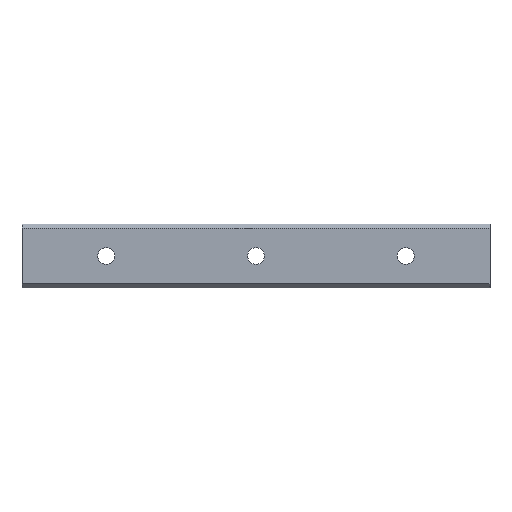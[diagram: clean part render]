
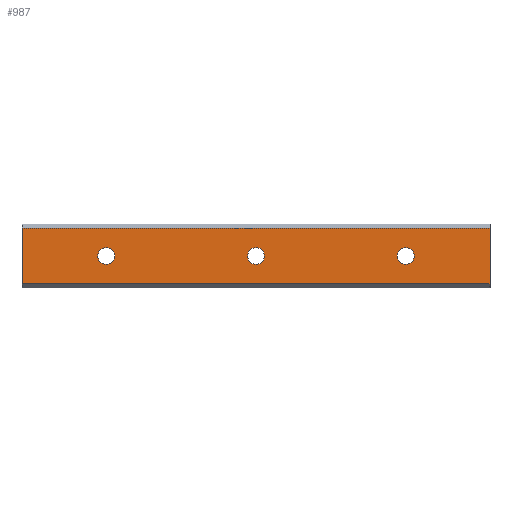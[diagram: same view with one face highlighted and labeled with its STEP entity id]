
A CAD part, front view. The second image highlights one B-rep face of the part: STEP entity #987.
In plain terms, the highlighted planar face has unit normal (0, -1, 0).
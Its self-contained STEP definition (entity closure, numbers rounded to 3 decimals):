
#4 = DIRECTION ( 'NONE',  ( 0., 0., 1. ) ) ;
#7 = AXIS2_PLACEMENT_3D ( 'NONE', #996, #111, #4 ) ;
#61 = CARTESIAN_POINT ( 'NONE',  ( 0., 0., 0. ) ) ;
#69 = EDGE_LOOP ( 'NONE', ( #1271, #746 ) ) ;
#102 = CARTESIAN_POINT ( 'NONE',  ( 205., 0., 14.95 ) ) ;
#105 = AXIS2_PLACEMENT_3D ( 'NONE', #204, #1253, #741 ) ;
#111 = DIRECTION ( 'NONE',  ( 0., -1., 0. ) ) ;
#116 = VERTEX_POINT ( 'NONE', #164 ) ;
#120 = CARTESIAN_POINT ( 'NONE',  ( 80., 0., 4.5 ) ) ;
#147 = LINE ( 'NONE', #1082, #1155 ) ;
#152 = DIRECTION ( 'NONE',  ( 0., -1., 0. ) ) ;
#164 = CARTESIAN_POINT ( 'NONE',  ( 0., 0., -4.5 ) ) ;
#166 = AXIS2_PLACEMENT_3D ( 'NONE', #1231, #152, #568 ) ;
#168 = DIRECTION ( 'NONE',  ( 0., 0., 1. ) ) ;
#175 = CARTESIAN_POINT ( 'NONE',  ( 160., 0., 0. ) ) ;
#188 = CIRCLE ( 'NONE', #166, 4.5 ) ;
#204 = CARTESIAN_POINT ( 'NONE',  ( 80., 0., 0. ) ) ;
#226 = ORIENTED_EDGE ( 'NONE', *, *, #702, .F. ) ;
#275 = ORIENTED_EDGE ( 'NONE', *, *, #1164, .F. ) ;
#326 = DIRECTION ( 'NONE',  ( 0., 0., 1. ) ) ;
#330 = ORIENTED_EDGE ( 'NONE', *, *, #1004, .F. ) ;
#370 = VERTEX_POINT ( 'NONE', #1181 ) ;
#422 = CARTESIAN_POINT ( 'NONE',  ( 80., 0., -4.5 ) ) ;
#429 = CARTESIAN_POINT ( 'NONE',  ( 0., 0., 0. ) ) ;
#430 = LINE ( 'NONE', #535, #1352 ) ;
#457 = CARTESIAN_POINT ( 'NONE',  ( 160., 0., 4.5 ) ) ;
#465 = DIRECTION ( 'NONE',  ( -1., 0., 0. ) ) ;
#475 = AXIS2_PLACEMENT_3D ( 'NONE', #429, #1185, #964 ) ;
#517 = PLANE ( 'NONE',  #908 ) ;
#522 = CARTESIAN_POINT ( 'NONE',  ( 205., 0., 14.95 ) ) ;
#535 = CARTESIAN_POINT ( 'NONE',  ( 205., 0., 14.95 ) ) ;
#546 = VERTEX_POINT ( 'NONE', #924 ) ;
#549 = CARTESIAN_POINT ( 'NONE',  ( 160., 0., -4.5 ) ) ;
#558 = LINE ( 'NONE', #1087, #1205 ) ;
#568 = DIRECTION ( 'NONE',  ( 0., 0., 1. ) ) ;
#575 = CARTESIAN_POINT ( 'NONE',  ( 205., 0., -14.95 ) ) ;
#580 = ORIENTED_EDGE ( 'NONE', *, *, #628, .F. ) ;
#591 = DIRECTION ( 'NONE',  ( 0., -1., 0. ) ) ;
#596 = CIRCLE ( 'NONE', #105, 4.5 ) ;
#613 = FACE_OUTER_BOUND ( 'NONE', #1278, .T. ) ;
#626 = ORIENTED_EDGE ( 'NONE', *, *, #797, .F. ) ;
#628 = EDGE_CURVE ( 'NONE', #1137, #1263, #430, .T. ) ;
#633 = FACE_BOUND ( 'NONE', #69, .T. ) ;
#638 = FACE_BOUND ( 'NONE', #952, .T. ) ;
#646 = ORIENTED_EDGE ( 'NONE', *, *, #1040, .F. ) ;
#702 = EDGE_CURVE ( 'NONE', #546, #370, #558, .T. ) ;
#741 = DIRECTION ( 'NONE',  ( 0., 0., 1. ) ) ;
#746 = ORIENTED_EDGE ( 'NONE', *, *, #902, .F. ) ;
#755 = VERTEX_POINT ( 'NONE', #120 ) ;
#766 = VERTEX_POINT ( 'NONE', #549 ) ;
#797 = EDGE_CURVE ( 'NONE', #1263, #546, #147, .T. ) ;
#822 = CIRCLE ( 'NONE', #871, 4.5 ) ;
#855 = LINE ( 'NONE', #522, #1348 ) ;
#871 = AXIS2_PLACEMENT_3D ( 'NONE', #175, #1138, #168 ) ;
#902 = EDGE_CURVE ( 'NONE', #766, #1212, #822, .T. ) ;
#904 = DIRECTION ( 'NONE',  ( 0., 0., 1. ) ) ;
#908 = AXIS2_PLACEMENT_3D ( 'NONE', #102, #1347, #1157 ) ;
#924 = CARTESIAN_POINT ( 'NONE',  ( -45., 0., -14.95 ) ) ;
#945 = EDGE_LOOP ( 'NONE', ( #1125, #1259 ) ) ;
#952 = EDGE_LOOP ( 'NONE', ( #275, #330 ) ) ;
#964 = DIRECTION ( 'NONE',  ( 0., 0., 1. ) ) ;
#971 = CIRCLE ( 'NONE', #1272, 4.5 ) ;
#987 = ADVANCED_FACE ( 'NONE', ( #613, #1265, #633, #638 ), #517, .F. ) ;
#996 = CARTESIAN_POINT ( 'NONE',  ( 80., 0., 0. ) ) ;
#1004 = EDGE_CURVE ( 'NONE', #1033, #755, #596, .T. ) ;
#1033 = VERTEX_POINT ( 'NONE', #422 ) ;
#1034 = VERTEX_POINT ( 'NONE', #1260 ) ;
#1040 = EDGE_CURVE ( 'NONE', #370, #1137, #855, .T. ) ;
#1082 = CARTESIAN_POINT ( 'NONE',  ( 205., 0., -14.95 ) ) ;
#1087 = CARTESIAN_POINT ( 'NONE',  ( -45., 0., 14.95 ) ) ;
#1125 = ORIENTED_EDGE ( 'NONE', *, *, #1280, .F. ) ;
#1128 = DIRECTION ( 'NONE',  ( 0., 0., -1. ) ) ;
#1137 = VERTEX_POINT ( 'NONE', #1192 ) ;
#1138 = DIRECTION ( 'NONE',  ( 0., -1., 0. ) ) ;
#1155 = VECTOR ( 'NONE', #465, 1000. ) ;
#1157 = DIRECTION ( 'NONE',  ( 0., 0., 1. ) ) ;
#1164 = EDGE_CURVE ( 'NONE', #755, #1033, #1262, .T. ) ;
#1181 = CARTESIAN_POINT ( 'NONE',  ( -45., 0., 14.95 ) ) ;
#1184 = EDGE_CURVE ( 'NONE', #116, #1034, #1362, .T. ) ;
#1185 = DIRECTION ( 'NONE',  ( 0., -1., 0. ) ) ;
#1192 = CARTESIAN_POINT ( 'NONE',  ( 205., 0., 14.95 ) ) ;
#1205 = VECTOR ( 'NONE', #326, 1000. ) ;
#1212 = VERTEX_POINT ( 'NONE', #457 ) ;
#1231 = CARTESIAN_POINT ( 'NONE',  ( 160., 0., 0. ) ) ;
#1253 = DIRECTION ( 'NONE',  ( 0., -1., 0. ) ) ;
#1258 = EDGE_CURVE ( 'NONE', #1212, #766, #188, .T. ) ;
#1259 = ORIENTED_EDGE ( 'NONE', *, *, #1184, .F. ) ;
#1260 = CARTESIAN_POINT ( 'NONE',  ( 0., 0., 4.5 ) ) ;
#1262 = CIRCLE ( 'NONE', #7, 4.5 ) ;
#1263 = VERTEX_POINT ( 'NONE', #575 ) ;
#1265 = FACE_BOUND ( 'NONE', #945, .T. ) ;
#1270 = DIRECTION ( 'NONE',  ( 1., 0., 0. ) ) ;
#1271 = ORIENTED_EDGE ( 'NONE', *, *, #1258, .F. ) ;
#1272 = AXIS2_PLACEMENT_3D ( 'NONE', #61, #591, #904 ) ;
#1278 = EDGE_LOOP ( 'NONE', ( #626, #580, #646, #226 ) ) ;
#1280 = EDGE_CURVE ( 'NONE', #1034, #116, #971, .T. ) ;
#1347 = DIRECTION ( 'NONE',  ( 0., 1., 0. ) ) ;
#1348 = VECTOR ( 'NONE', #1270, 1000. ) ;
#1352 = VECTOR ( 'NONE', #1128, 1000. ) ;
#1362 = CIRCLE ( 'NONE', #475, 4.5 ) ;
